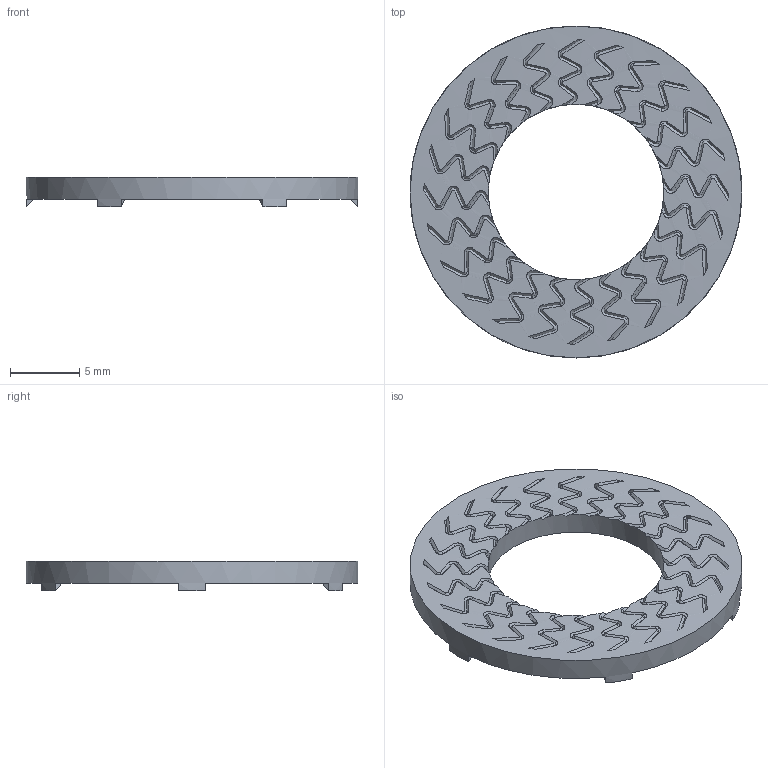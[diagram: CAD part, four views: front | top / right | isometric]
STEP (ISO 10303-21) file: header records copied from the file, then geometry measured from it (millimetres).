
FILE_DESCRIPTION( ( 'AP 214' ), '1' );
FILE_NAME( '070760_NSK K12_Muster_flach.stp', ' ', ( ' ' ), ( ' ' ), 'PSStep 16.0.33', 'VISI 20.0', ' ' );
FILE_SCHEMA( ( 'AUTOMOTIVE_DESIGN { 1 0 10303 214 1 1 1 1 }' ) );
Length unit declared in the file: millimetre
Products named in the file (1): 1
Bounding box: 24 x 24 x 2.16 mm (x, y, z)
Volume: 507.7 mm3; surface area: 873.6 mm2
Topology: 1 solids, 1 shells, 482 faces, 1507 edges, 1028 vertices
Faces by surface type: plane 261, bspline 192, cylinder 26, torus 3
Full cylindrical faces by diameter (mm): 12.69 x1, 24 x1
Entity records: 24355 total; most frequent: CARTESIAN_POINT 9345, ORIENTED_EDGE 3000, EDGE_CURVE 1500, DIRECTION 1308, VERTEX_POINT 1026, B_SPLINE_CURVE_WITH_KNOTS 936, EDGE_LOOP 490, FACE_OUTER_BOUND 487
